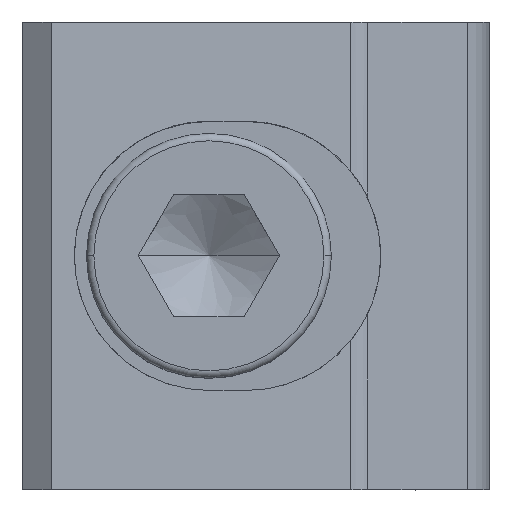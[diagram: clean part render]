
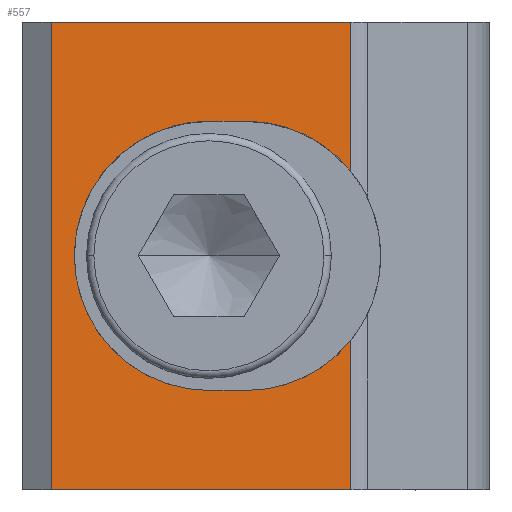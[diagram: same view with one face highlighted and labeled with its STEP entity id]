
A CAD part, top view. The second image highlights one B-rep face of the part: STEP entity #557.
In plain terms, the highlighted planar face has unit normal (0.102, 0, 0.995).
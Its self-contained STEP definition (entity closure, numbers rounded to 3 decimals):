
#357=EDGE_CURVE('',#861,#615,#973,.T.);
#363=EDGE_CURVE('',#407,#571,#979,.T.);
#397=EDGE_CURVE('',#527,#407,#1019,.T.);
#407=VERTEX_POINT('',#1032);
#413=EDGE_CURVE('',#855,#747,#1039,.T.);
#469=EDGE_CURVE('',#571,#855,#1100,.T.);
#505=EDGE_CURVE('',#513,#527,#1139,.T.);
#513=VERTEX_POINT('',#1149);
#527=VERTEX_POINT('',#1163);
#533=VERTEX_POINT('',#1170);
#557=ADVANCED_FACE('',(#1198),#1199,.T.);
#571=VERTEX_POINT('',#1214);
#595=EDGE_CURVE('',#847,#861,#1240,.T.);
#615=VERTEX_POINT('',#1262);
#729=EDGE_CURVE('',#747,#847,#1389,.T.);
#747=VERTEX_POINT('',#1408);
#767=EDGE_CURVE('',#513,#533,#1429,.T.);
#847=VERTEX_POINT('',#1519);
#855=VERTEX_POINT('',#1527);
#861=VERTEX_POINT('',#1533);
#885=EDGE_CURVE('',#615,#533,#1558,.T.);
#973=LINE('',#1658,#1659);
#979=ELLIPSE('',#1668,5.529,5.5);
#1019=LINE('',#1723,#1724);
#1032=CARTESIAN_POINT('',(0.,-5.5,10.237));
#1039=ELLIPSE('',#1747,5.529,5.5);
#1100=LINE('',#1826,#1827);
#1139=ELLIPSE('',#1877,5.529,5.5);
#1149=CARTESIAN_POINT('',(5.794,-3.461,9.642));
#1163=CARTESIAN_POINT('',(1.52,-5.5,10.081));
#1170=CARTESIAN_POINT('',(5.794,-9.55,9.642));
#1198=FACE_OUTER_BOUND('',#1948,.T.);
#1199=PLANE('',#1949);
#1214=CARTESIAN_POINT('',(0.,5.5,10.237));
#1240=LINE('',#2002,#2003);
#1262=CARTESIAN_POINT('',(-6.45,-9.55,10.9));
#1389=LINE('',#2223,#2224);
#1408=CARTESIAN_POINT('',(5.794,3.461,9.642));
#1429=LINE('',#2279,#2280);
#1519=CARTESIAN_POINT('',(5.794,9.55,9.642));
#1527=CARTESIAN_POINT('',(1.52,5.5,10.081));
#1533=CARTESIAN_POINT('',(-6.45,9.55,10.9));
#1558=LINE('',#2512,#2513);
#1658=CARTESIAN_POINT('',(-6.45,0.,10.9));
#1659=VECTOR('',#2623,1.0);
#1668=AXIS2_PLACEMENT_3D('',#2625,#2626,#2627);
#1723=CARTESIAN_POINT('',(-2.181,-5.5,10.461));
#1724=VECTOR('',#2699,1.0);
#1747=AXIS2_PLACEMENT_3D('',#2734,#2735,#2736);
#1826=CARTESIAN_POINT('',(3.189,5.5,9.909));
#1827=VECTOR('',#2792,1.0);
#1877=AXIS2_PLACEMENT_3D('',#2827,#2828,#2829);
#1948=EDGE_LOOP('',(#2898,#2899,#2900,#2901,#2902,#2903,#2904,#2905,#2906,#2907));
#1949=AXIS2_PLACEMENT_3D('',#2908,#2909,#2910);
#2002=CARTESIAN_POINT('',(5.794,9.55,9.642));
#2003=VECTOR('',#2963,1.0);
#2223=CARTESIAN_POINT('',(5.794,0.,9.642));
#2224=VECTOR('',#3164,1.0);
#2279=CARTESIAN_POINT('',(5.794,0.,9.642));
#2280=VECTOR('',#3204,1.0);
#2512=CARTESIAN_POINT('',(5.794,-9.55,9.642));
#2513=VECTOR('',#3324,1.0);
#2623=DIRECTION('',(0.0,-1.0,0.));
#2625=CARTESIAN_POINT('',(0.,0.0,10.237));
#2626=DIRECTION('',(-0.102,0.,-0.995));
#2627=DIRECTION('',(-0.995,0.0,0.102));
#2699=DIRECTION('',(-0.995,0.0,0.102));
#2734=CARTESIAN_POINT('',(1.52,0.0,10.081));
#2735=DIRECTION('',(-0.102,0.,-0.995));
#2736=DIRECTION('',(0.995,0.0,-0.102));
#2792=DIRECTION('',(0.995,0.0,-0.102));
#2827=CARTESIAN_POINT('',(1.52,0.0,10.081));
#2828=DIRECTION('',(-0.102,0.,-0.995));
#2829=DIRECTION('',(0.995,0.0,-0.102));
#2898=ORIENTED_EDGE('',*,*,#363,.T.);
#2899=ORIENTED_EDGE('',*,*,#469,.T.);
#2900=ORIENTED_EDGE('',*,*,#413,.T.);
#2901=ORIENTED_EDGE('',*,*,#729,.T.);
#2902=ORIENTED_EDGE('',*,*,#595,.T.);
#2903=ORIENTED_EDGE('',*,*,#357,.T.);
#2904=ORIENTED_EDGE('',*,*,#885,.T.);
#2905=ORIENTED_EDGE('',*,*,#767,.F.);
#2906=ORIENTED_EDGE('',*,*,#505,.T.);
#2907=ORIENTED_EDGE('',*,*,#397,.T.);
#2908=CARTESIAN_POINT('',(-6.45,0.,10.9));
#2909=DIRECTION('',(0.102,0.,0.995));
#2910=DIRECTION('',(0.0,-1.0,0.));
#2963=DIRECTION('',(-0.995,0.,0.102));
#3164=DIRECTION('',(0.0,1.0,0.));
#3204=DIRECTION('',(0.0,-1.0,0.));
#3324=DIRECTION('',(0.995,0.,-0.102));
